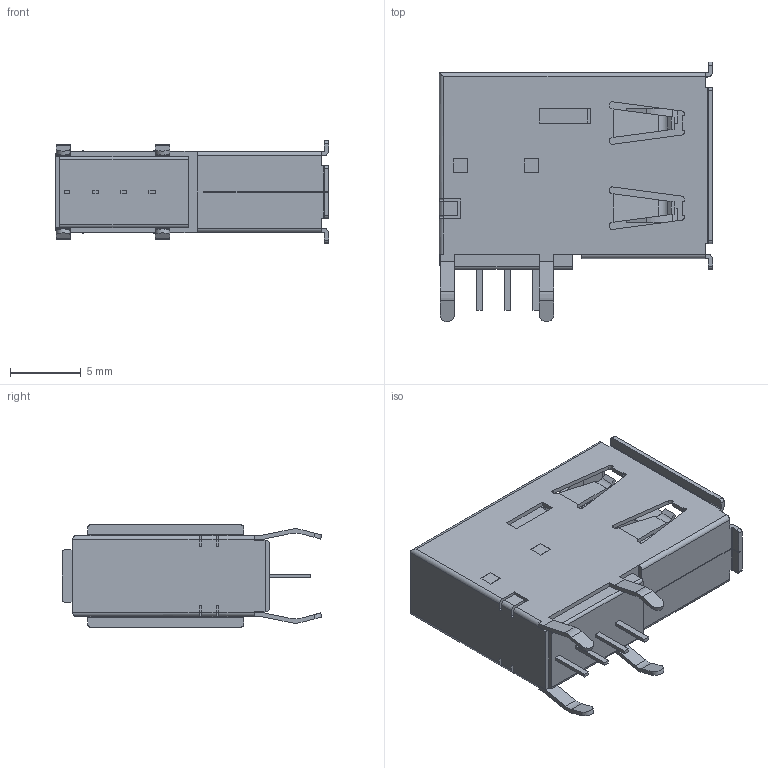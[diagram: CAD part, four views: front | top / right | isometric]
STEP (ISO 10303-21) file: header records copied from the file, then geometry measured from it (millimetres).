
FILE_DESCRIPTION((''),'2;1');
FILE_NAME('482040001','2016-12-13T',('ksrinivasara'),(''),'PRO/ENGINEER BY PARAMETRIC TECHNOLOGY CORPORATION, 2012310','PRO/ENGINEER BY PARAMETRIC TECHNOLOGY CORPORATION, 2012310','');
FILE_SCHEMA(('CONFIG_CONTROL_DESIGN'));
Length unit declared in the file: millimetre
Products named in the file (1): 482040001
Bounding box: 19.25 x 18.29 x 7.2 mm (x, y, z)
Volume: 1077.4 mm3; surface area: 1541.4 mm2
Topology: 1 solids, 1 shells, 381 faces, 1106 edges, 734 vertices
Faces by surface type: plane 285, cylinder 96
Entity records: 12570 total; most frequent: CARTESIAN_POINT 2313, ORIENTED_EDGE 2180, DIRECTION 2028, EDGE_CURVE 1090, VECTOR 896, LINE 896, VERTEX_POINT 718, AXIS2_PLACEMENT_3D 566
